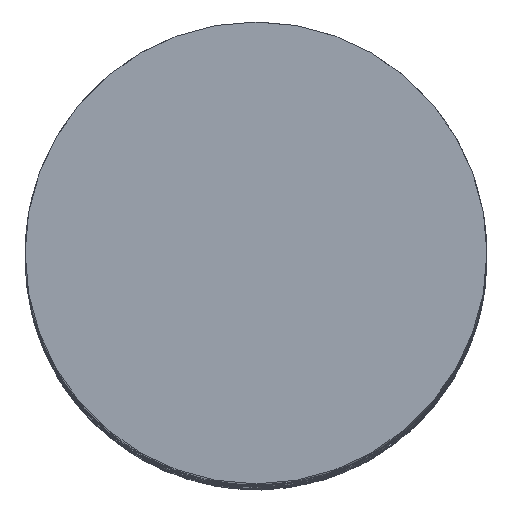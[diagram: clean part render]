
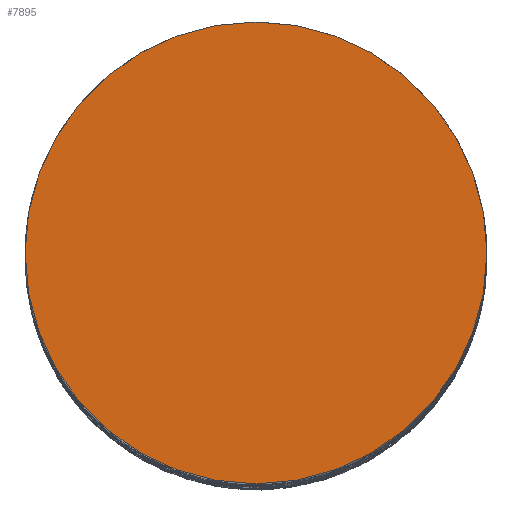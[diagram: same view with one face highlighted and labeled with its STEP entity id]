
A CAD part, top view. The second image highlights one B-rep face of the part: STEP entity #7895.
In plain terms, the highlighted planar face has unit normal (0, 0, 1).
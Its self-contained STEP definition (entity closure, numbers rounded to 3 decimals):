
#1003 = CYLINDRICAL_SURFACE('',#1004,110.);
#1004 = AXIS2_PLACEMENT_3D('',#1005,#1006,#1007);
#1005 = CARTESIAN_POINT('',(0.,0.,1629.63));
#1006 = DIRECTION('',(-0.,-0.,-1.));
#1007 = DIRECTION('',(1.,0.,0.));
#6245 = VERTEX_POINT('',#6246);
#6246 = CARTESIAN_POINT('',(110.,0.,1814.63));
#6267 = EDGE_CURVE('',#6245,#6245,#6268,.T.);
#6268 = SURFACE_CURVE('',#6269,(#6274,#6281),.PCURVE_S1.);
#6269 = CIRCLE('',#6270,110.);
#6270 = AXIS2_PLACEMENT_3D('',#6271,#6272,#6273);
#6271 = CARTESIAN_POINT('',(0.,0.,1814.63));
#6272 = DIRECTION('',(0.,0.,1.));
#6273 = DIRECTION('',(1.,0.,0.));
#6274 = PCURVE('',#1003,#6275);
#6275 = DEFINITIONAL_REPRESENTATION('',(#6276),#6280);
#6276 = LINE('',#6277,#6278);
#6277 = CARTESIAN_POINT('',(-0.,-185.));
#6278 = VECTOR('',#6279,1.);
#6279 = DIRECTION('',(-1.,0.));
#6280 = ( GEOMETRIC_REPRESENTATION_CONTEXT(2) 
PARAMETRIC_REPRESENTATION_CONTEXT() REPRESENTATION_CONTEXT('2D SPACE',''
  ) );
#6281 = PCURVE('',#6282,#6287);
#6282 = PLANE('',#6283);
#6283 = AXIS2_PLACEMENT_3D('',#6284,#6285,#6286);
#6284 = CARTESIAN_POINT('',(0.,0.,
    1814.63));
#6285 = DIRECTION('',(0.,0.,1.));
#6286 = DIRECTION('',(1.,0.,-0.));
#6287 = DEFINITIONAL_REPRESENTATION('',(#6288),#6292);
#6288 = CIRCLE('',#6289,110.);
#6289 = AXIS2_PLACEMENT_2D('',#6290,#6291);
#6290 = CARTESIAN_POINT('',(0.,0.));
#6291 = DIRECTION('',(1.,0.));
#6292 = ( GEOMETRIC_REPRESENTATION_CONTEXT(2) 
PARAMETRIC_REPRESENTATION_CONTEXT() REPRESENTATION_CONTEXT('2D SPACE',''
  ) );
#7895 = ADVANCED_FACE('',(#7896),#6282,.T.);
#7896 = FACE_BOUND('',#7897,.T.);
#7897 = EDGE_LOOP('',(#7898));
#7898 = ORIENTED_EDGE('',*,*,#6267,.T.);
